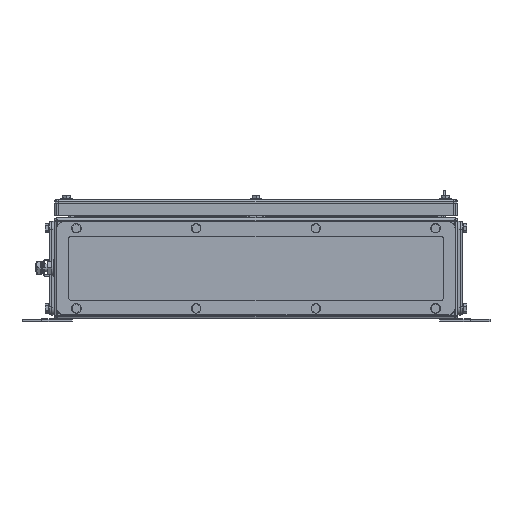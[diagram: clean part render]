
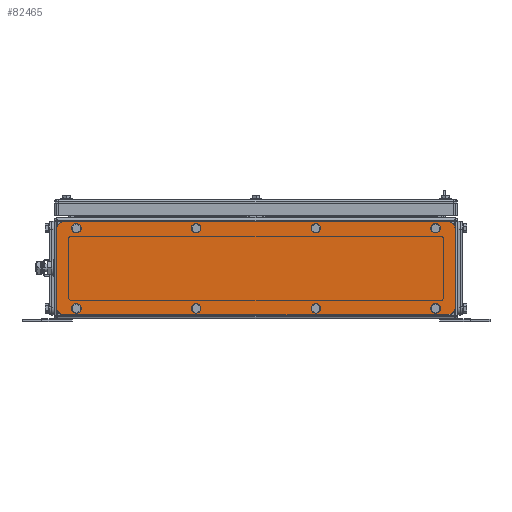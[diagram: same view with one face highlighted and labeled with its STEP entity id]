
A CAD part, front view. The second image highlights one B-rep face of the part: STEP entity #82465.
In plain terms, the highlighted planar face has unit normal (0, -1, 0).
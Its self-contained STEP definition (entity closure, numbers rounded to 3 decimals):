
#81965=AXIS2_PLACEMENT_3D('Circle Axis2P3D',#81963,#81964,$) ;
#81991=AXIS2_PLACEMENT_3D('Circle Axis2P3D',#81989,#81990,$) ;
#82022=AXIS2_PLACEMENT_3D('Circle Axis2P3D',#82020,#82021,$) ;
#82048=AXIS2_PLACEMENT_3D('Circle Axis2P3D',#82046,#82047,$) ;
#82079=AXIS2_PLACEMENT_3D('Circle Axis2P3D',#82077,#82078,$) ;
#82105=AXIS2_PLACEMENT_3D('Circle Axis2P3D',#82103,#82104,$) ;
#82136=AXIS2_PLACEMENT_3D('Circle Axis2P3D',#82134,#82135,$) ;
#82162=AXIS2_PLACEMENT_3D('Circle Axis2P3D',#82160,#82161,$) ;
#82193=AXIS2_PLACEMENT_3D('Circle Axis2P3D',#82191,#82192,$) ;
#82219=AXIS2_PLACEMENT_3D('Circle Axis2P3D',#82217,#82218,$) ;
#82250=AXIS2_PLACEMENT_3D('Circle Axis2P3D',#82248,#82249,$) ;
#82276=AXIS2_PLACEMENT_3D('Circle Axis2P3D',#82274,#82275,$) ;
#82307=AXIS2_PLACEMENT_3D('Circle Axis2P3D',#82305,#82306,$) ;
#82333=AXIS2_PLACEMENT_3D('Circle Axis2P3D',#82331,#82332,$) ;
#82351=AXIS2_PLACEMENT_3D('Plane Axis2P3D',#82348,#82349,#82350) ;
#82364=AXIS2_PLACEMENT_3D('Circle Axis2P3D',#82362,#82363,$) ;
#82378=AXIS2_PLACEMENT_3D('Circle Axis2P3D',#82376,#82377,$) ;
#82392=AXIS2_PLACEMENT_3D('Circle Axis2P3D',#82390,#82391,$) ;
#82406=AXIS2_PLACEMENT_3D('Circle Axis2P3D',#82404,#82405,$) ;
#82421=AXIS2_PLACEMENT_3D('Circle Axis2P3D',#82419,#82420,$) ;
#82430=AXIS2_PLACEMENT_3D('Circle Axis2P3D',#82428,#82429,$) ;
#81958=CARTESIAN_POINT('Vertex',(71.472,5.,119.178)) ;
#81963=CARTESIAN_POINT('Axis2P3D Location',(68.4,5.,117.5)) ;
#81967=CARTESIAN_POINT('Vertex',(65.328,5.,115.822)) ;
#81989=CARTESIAN_POINT('Axis2P3D Location',(68.4,5.,117.5)) ;
#82015=CARTESIAN_POINT('Vertex',(222.172,5.,18.178)) ;
#82020=CARTESIAN_POINT('Axis2P3D Location',(219.1,5.,16.5)) ;
#82024=CARTESIAN_POINT('Vertex',(216.028,5.,14.822)) ;
#82046=CARTESIAN_POINT('Axis2P3D Location',(219.1,5.,16.5)) ;
#82072=CARTESIAN_POINT('Vertex',(222.172,5.,119.178)) ;
#82077=CARTESIAN_POINT('Axis2P3D Location',(219.1,5.,117.5)) ;
#82081=CARTESIAN_POINT('Vertex',(216.028,5.,115.822)) ;
#82103=CARTESIAN_POINT('Axis2P3D Location',(219.1,5.,117.5)) ;
#82129=CARTESIAN_POINT('Vertex',(372.872,5.,18.178)) ;
#82134=CARTESIAN_POINT('Axis2P3D Location',(369.8,5.,16.5)) ;
#82138=CARTESIAN_POINT('Vertex',(366.728,5.,14.822)) ;
#82160=CARTESIAN_POINT('Axis2P3D Location',(369.8,5.,16.5)) ;
#82186=CARTESIAN_POINT('Vertex',(372.872,5.,119.178)) ;
#82191=CARTESIAN_POINT('Axis2P3D Location',(369.8,5.,117.5)) ;
#82195=CARTESIAN_POINT('Vertex',(366.728,5.,115.822)) ;
#82217=CARTESIAN_POINT('Axis2P3D Location',(369.8,5.,117.5)) ;
#82243=CARTESIAN_POINT('Vertex',(523.572,5.,18.178)) ;
#82248=CARTESIAN_POINT('Axis2P3D Location',(520.5,5.,16.5)) ;
#82252=CARTESIAN_POINT('Vertex',(517.428,5.,14.822)) ;
#82274=CARTESIAN_POINT('Axis2P3D Location',(520.5,5.,16.5)) ;
#82300=CARTESIAN_POINT('Vertex',(523.572,5.,119.178)) ;
#82305=CARTESIAN_POINT('Axis2P3D Location',(520.5,5.,117.5)) ;
#82309=CARTESIAN_POINT('Vertex',(517.428,5.,115.822)) ;
#82331=CARTESIAN_POINT('Axis2P3D Location',(520.5,5.,117.5)) ;
#82348=CARTESIAN_POINT('Axis2P3D Location',(294.4,5.,67.)) ;
#82353=CARTESIAN_POINT('Line Origine',(294.4,5.,8.5)) ;
#82357=CARTESIAN_POINT('Vertex',(535.4,5.,8.5)) ;
#82359=CARTESIAN_POINT('Vertex',(53.4,5.,8.5)) ;
#82362=CARTESIAN_POINT('Axis2P3D Location',(535.4,5.,18.5)) ;
#82366=CARTESIAN_POINT('Vertex',(545.4,5.,18.5)) ;
#82369=CARTESIAN_POINT('Line Origine',(545.4,5.,67.)) ;
#82373=CARTESIAN_POINT('Vertex',(545.4,5.,115.5)) ;
#82376=CARTESIAN_POINT('Axis2P3D Location',(535.4,5.,115.5)) ;
#82380=CARTESIAN_POINT('Vertex',(535.4,5.,125.5)) ;
#82383=CARTESIAN_POINT('Line Origine',(294.4,5.,125.5)) ;
#82387=CARTESIAN_POINT('Vertex',(53.4,5.,125.5)) ;
#82390=CARTESIAN_POINT('Axis2P3D Location',(53.4,5.,115.5)) ;
#82394=CARTESIAN_POINT('Vertex',(43.4,5.,115.5)) ;
#82397=CARTESIAN_POINT('Line Origine',(43.4,5.,67.)) ;
#82401=CARTESIAN_POINT('Vertex',(43.4,5.,18.5)) ;
#82404=CARTESIAN_POINT('Axis2P3D Location',(53.4,5.,18.5)) ;
#82419=CARTESIAN_POINT('Axis2P3D Location',(68.4,5.,16.5)) ;
#82423=CARTESIAN_POINT('Vertex',(65.328,5.,14.822)) ;
#82425=CARTESIAN_POINT('Vertex',(71.472,5.,18.178)) ;
#82428=CARTESIAN_POINT('Axis2P3D Location',(68.4,5.,16.5)) ;
#81964=DIRECTION('Axis2P3D Direction',(0.,-1.,0.)) ;
#81990=DIRECTION('Axis2P3D Direction',(0.,-1.,0.)) ;
#82021=DIRECTION('Axis2P3D Direction',(0.,-1.,0.)) ;
#82047=DIRECTION('Axis2P3D Direction',(0.,-1.,0.)) ;
#82078=DIRECTION('Axis2P3D Direction',(0.,-1.,0.)) ;
#82104=DIRECTION('Axis2P3D Direction',(0.,-1.,0.)) ;
#82135=DIRECTION('Axis2P3D Direction',(0.,-1.,0.)) ;
#82161=DIRECTION('Axis2P3D Direction',(0.,-1.,0.)) ;
#82192=DIRECTION('Axis2P3D Direction',(0.,-1.,0.)) ;
#82218=DIRECTION('Axis2P3D Direction',(0.,-1.,0.)) ;
#82249=DIRECTION('Axis2P3D Direction',(0.,-1.,0.)) ;
#82275=DIRECTION('Axis2P3D Direction',(0.,-1.,0.)) ;
#82306=DIRECTION('Axis2P3D Direction',(0.,-1.,0.)) ;
#82332=DIRECTION('Axis2P3D Direction',(0.,-1.,0.)) ;
#82349=DIRECTION('Axis2P3D Direction',(0.,-1.,0.)) ;
#82350=DIRECTION('Axis2P3D XDirection',(1.,0.,0.)) ;
#82354=DIRECTION('Vector Direction',(-1.,0.,0.)) ;
#82363=DIRECTION('Axis2P3D Direction',(0.,-1.,0.)) ;
#82370=DIRECTION('Vector Direction',(0.,0.,-1.)) ;
#82377=DIRECTION('Axis2P3D Direction',(0.,-1.,0.)) ;
#82384=DIRECTION('Vector Direction',(1.,0.,0.)) ;
#82391=DIRECTION('Axis2P3D Direction',(0.,-1.,0.)) ;
#82398=DIRECTION('Vector Direction',(0.,0.,1.)) ;
#82405=DIRECTION('Axis2P3D Direction',(0.,-1.,0.)) ;
#82420=DIRECTION('Axis2P3D Direction',(0.,-1.,0.)) ;
#82429=DIRECTION('Axis2P3D Direction',(0.,-1.,0.)) ;
#82355=VECTOR('Line Direction',#82354,1.) ;
#82371=VECTOR('Line Direction',#82370,1.) ;
#82385=VECTOR('Line Direction',#82384,1.) ;
#82399=VECTOR('Line Direction',#82398,1.) ;
#82410=ORIENTED_EDGE('',*,*,#82361,.F.) ;
#82411=ORIENTED_EDGE('',*,*,#82368,.F.) ;
#82412=ORIENTED_EDGE('',*,*,#82375,.F.) ;
#82413=ORIENTED_EDGE('',*,*,#82382,.F.) ;
#82414=ORIENTED_EDGE('',*,*,#82389,.F.) ;
#82415=ORIENTED_EDGE('',*,*,#82396,.F.) ;
#82416=ORIENTED_EDGE('',*,*,#82403,.F.) ;
#82417=ORIENTED_EDGE('',*,*,#82408,.F.) ;
#82434=ORIENTED_EDGE('',*,*,#82427,.F.) ;
#82435=ORIENTED_EDGE('',*,*,#82432,.F.) ;
#82438=ORIENTED_EDGE('',*,*,#81969,.F.) ;
#82439=ORIENTED_EDGE('',*,*,#81993,.F.) ;
#82442=ORIENTED_EDGE('',*,*,#82026,.F.) ;
#82443=ORIENTED_EDGE('',*,*,#82050,.F.) ;
#82446=ORIENTED_EDGE('',*,*,#82083,.F.) ;
#82447=ORIENTED_EDGE('',*,*,#82107,.F.) ;
#82450=ORIENTED_EDGE('',*,*,#82140,.F.) ;
#82451=ORIENTED_EDGE('',*,*,#82164,.F.) ;
#82454=ORIENTED_EDGE('',*,*,#82197,.F.) ;
#82455=ORIENTED_EDGE('',*,*,#82221,.F.) ;
#82458=ORIENTED_EDGE('',*,*,#82254,.F.) ;
#82459=ORIENTED_EDGE('',*,*,#82278,.F.) ;
#82462=ORIENTED_EDGE('',*,*,#82311,.F.) ;
#82463=ORIENTED_EDGE('',*,*,#82335,.F.) ;
#82436=FACE_BOUND('',#82433,.T.) ;
#82440=FACE_BOUND('',#82437,.T.) ;
#82444=FACE_BOUND('',#82441,.T.) ;
#82448=FACE_BOUND('',#82445,.T.) ;
#82452=FACE_BOUND('',#82449,.T.) ;
#82456=FACE_BOUND('',#82453,.T.) ;
#82460=FACE_BOUND('',#82457,.T.) ;
#82464=FACE_BOUND('',#82461,.T.) ;
#82465=ADVANCED_FACE('ZUB_KTB_MH_765015_3GP_AllCATPart.2\\ZUB_GP_KTB_762x508x150_AB.2\\GP_KTB_762x508x150_AB\\AB',(#82418,#82436,#82440,#82444,#82448,#82452,#82456,#82460,#82464),#82352,.T.) ;
#81966=CIRCLE('generated circle',#81965,3.5) ;
#81992=CIRCLE('generated circle',#81991,3.5) ;
#82023=CIRCLE('generated circle',#82022,3.5) ;
#82049=CIRCLE('generated circle',#82048,3.5) ;
#82080=CIRCLE('generated circle',#82079,3.5) ;
#82106=CIRCLE('generated circle',#82105,3.5) ;
#82137=CIRCLE('generated circle',#82136,3.5) ;
#82163=CIRCLE('generated circle',#82162,3.5) ;
#82194=CIRCLE('generated circle',#82193,3.5) ;
#82220=CIRCLE('generated circle',#82219,3.5) ;
#82251=CIRCLE('generated circle',#82250,3.5) ;
#82277=CIRCLE('generated circle',#82276,3.5) ;
#82308=CIRCLE('generated circle',#82307,3.5) ;
#82334=CIRCLE('generated circle',#82333,3.5) ;
#82365=CIRCLE('generated circle',#82364,10.) ;
#82379=CIRCLE('generated circle',#82378,10.) ;
#82393=CIRCLE('generated circle',#82392,10.) ;
#82407=CIRCLE('generated circle',#82406,10.) ;
#82422=CIRCLE('generated circle',#82421,3.5) ;
#82431=CIRCLE('generated circle',#82430,3.5) ;
#81969=EDGE_CURVE('',#81959,#81968,#81966,.T.) ;
#81993=EDGE_CURVE('',#81968,#81959,#81992,.T.) ;
#82026=EDGE_CURVE('',#82016,#82025,#82023,.T.) ;
#82050=EDGE_CURVE('',#82025,#82016,#82049,.T.) ;
#82083=EDGE_CURVE('',#82073,#82082,#82080,.T.) ;
#82107=EDGE_CURVE('',#82082,#82073,#82106,.T.) ;
#82140=EDGE_CURVE('',#82130,#82139,#82137,.T.) ;
#82164=EDGE_CURVE('',#82139,#82130,#82163,.T.) ;
#82197=EDGE_CURVE('',#82187,#82196,#82194,.T.) ;
#82221=EDGE_CURVE('',#82196,#82187,#82220,.T.) ;
#82254=EDGE_CURVE('',#82244,#82253,#82251,.T.) ;
#82278=EDGE_CURVE('',#82253,#82244,#82277,.T.) ;
#82311=EDGE_CURVE('',#82301,#82310,#82308,.T.) ;
#82335=EDGE_CURVE('',#82310,#82301,#82334,.T.) ;
#82361=EDGE_CURVE('',#82358,#82360,#82356,.T.) ;
#82368=EDGE_CURVE('',#82367,#82358,#82365,.F.) ;
#82375=EDGE_CURVE('',#82374,#82367,#82372,.T.) ;
#82382=EDGE_CURVE('',#82381,#82374,#82379,.F.) ;
#82389=EDGE_CURVE('',#82388,#82381,#82386,.T.) ;
#82396=EDGE_CURVE('',#82395,#82388,#82393,.F.) ;
#82403=EDGE_CURVE('',#82402,#82395,#82400,.T.) ;
#82408=EDGE_CURVE('',#82360,#82402,#82407,.F.) ;
#82427=EDGE_CURVE('',#82424,#82426,#82422,.T.) ;
#82432=EDGE_CURVE('',#82426,#82424,#82431,.T.) ;
#82409=EDGE_LOOP('',(#82410,#82411,#82412,#82413,#82414,#82415,#82416,#82417)) ;
#82433=EDGE_LOOP('',(#82434,#82435)) ;
#82437=EDGE_LOOP('',(#82438,#82439)) ;
#82441=EDGE_LOOP('',(#82442,#82443)) ;
#82445=EDGE_LOOP('',(#82446,#82447)) ;
#82449=EDGE_LOOP('',(#82450,#82451)) ;
#82453=EDGE_LOOP('',(#82454,#82455)) ;
#82457=EDGE_LOOP('',(#82458,#82459)) ;
#82461=EDGE_LOOP('',(#82462,#82463)) ;
#82418=FACE_OUTER_BOUND('',#82409,.T.) ;
#82356=LINE('Line',#82353,#82355) ;
#82372=LINE('Line',#82369,#82371) ;
#82386=LINE('Line',#82383,#82385) ;
#82400=LINE('Line',#82397,#82399) ;
#82352=PLANE('',#82351) ;
#81959=VERTEX_POINT('',#81958) ;
#81968=VERTEX_POINT('',#81967) ;
#82016=VERTEX_POINT('',#82015) ;
#82025=VERTEX_POINT('',#82024) ;
#82073=VERTEX_POINT('',#82072) ;
#82082=VERTEX_POINT('',#82081) ;
#82130=VERTEX_POINT('',#82129) ;
#82139=VERTEX_POINT('',#82138) ;
#82187=VERTEX_POINT('',#82186) ;
#82196=VERTEX_POINT('',#82195) ;
#82244=VERTEX_POINT('',#82243) ;
#82253=VERTEX_POINT('',#82252) ;
#82301=VERTEX_POINT('',#82300) ;
#82310=VERTEX_POINT('',#82309) ;
#82358=VERTEX_POINT('',#82357) ;
#82360=VERTEX_POINT('',#82359) ;
#82367=VERTEX_POINT('',#82366) ;
#82374=VERTEX_POINT('',#82373) ;
#82381=VERTEX_POINT('',#82380) ;
#82388=VERTEX_POINT('',#82387) ;
#82395=VERTEX_POINT('',#82394) ;
#82402=VERTEX_POINT('',#82401) ;
#82424=VERTEX_POINT('',#82423) ;
#82426=VERTEX_POINT('',#82425) ;
